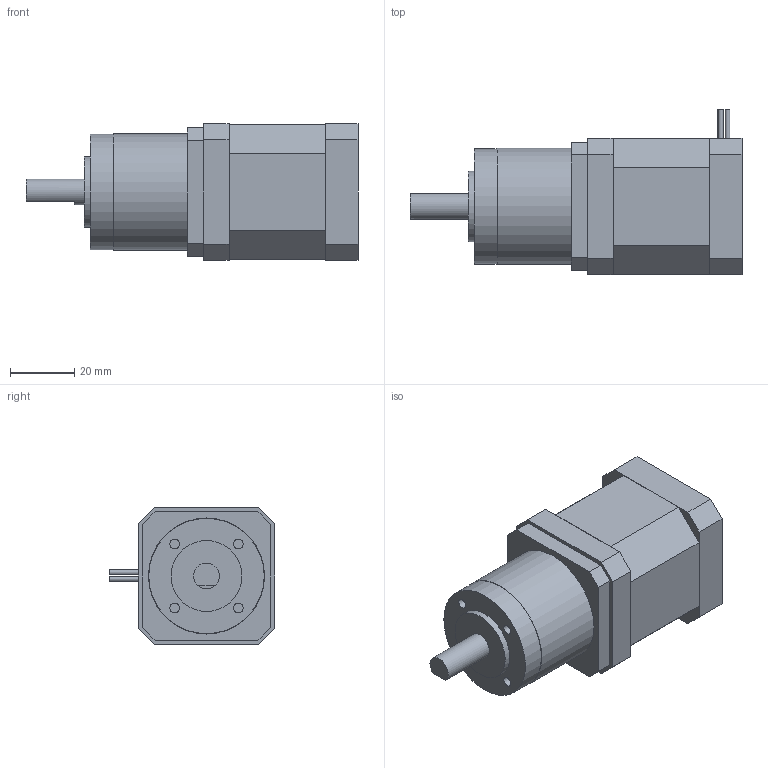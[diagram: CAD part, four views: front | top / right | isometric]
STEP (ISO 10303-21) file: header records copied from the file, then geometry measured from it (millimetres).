
FILE_DESCRIPTION(/* description */ (''),/* implementation_level */ '2;1');
FILE_NAME(/* name */ 'ES-002-024 - DOF1 - Stepper 17HS19-1684S-PG14.step',/* time_stamp */ '2023-08-08T19:41:09+02:00',/* author */ (''),/* organization */ (''),/* preprocessor_version */ 'ST-DEVELOPER v20',/* originating_system */ 'Autodesk Translation Framework v12.9.0.99',/* authorisation */ '');
FILE_SCHEMA (('AUTOMOTIVE_DESIGN { 1 0 10303 214 3 1 1 }'));
Length unit declared in the file: millimetre
Products named in the file (2): ES-002-024 - DOF1 - Stepper 17HS19-1684S-PG14; Component1
Assembly tree (1 placements, depth 2):
  ES-002-024 - DOF1 - Stepper 17HS19-1684S-PG14
    Component1
Bounding box: 103 x 51.3 x 42.3 mm (x, y, z)
Volume: 119334.3 mm3; surface area: 16286.7 mm2
Topology: 2 solids, 2 shells, 69 faces, 150 edges, 100 vertices
Faces by surface type: plane 57, cylinder 12
Full cylindrical faces by diameter (mm): 1.5 x4, 3 x4, 8 x1, 22 x1, 35.8 x1, 36 x1
Entity records: 1957 total; most frequent: CARTESIAN_POINT 322, DIRECTION 320, ORIENTED_EDGE 300, EDGE_CURVE 150, LINE 124, VECTOR 124, VERTEX_POINT 100, AXIS2_PLACEMENT_3D 98
